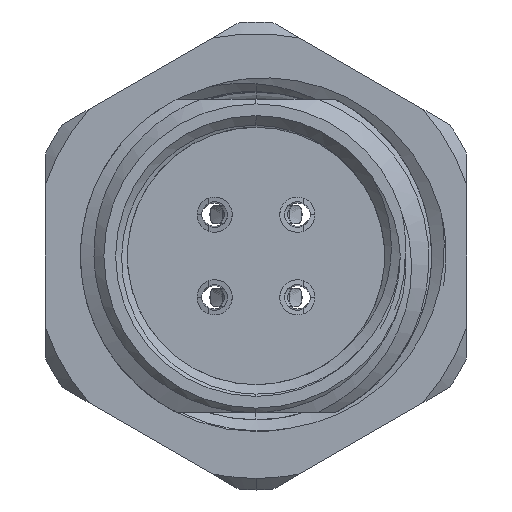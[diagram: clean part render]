
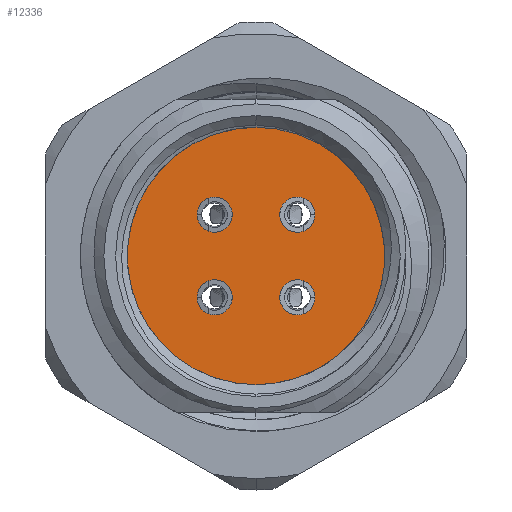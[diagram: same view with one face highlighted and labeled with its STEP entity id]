
A CAD part, left-side view. The second image highlights one B-rep face of the part: STEP entity #12336.
In plain terms, the highlighted face is planar.
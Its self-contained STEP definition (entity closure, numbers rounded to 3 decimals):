
#177 = DIRECTION ( 'NONE',  ( 1., 0., 0. ) ) ;
#213 = PLANE ( 'NONE',  #11476 ) ;
#422 = CARTESIAN_POINT ( 'NONE',  ( 9.2, 0., -6. ) ) ;
#554 = EDGE_LOOP ( 'NONE', ( #11668, #3557 ) ) ;
#768 = EDGE_CURVE ( 'NONE', #3267, #13975, #13144, .T. ) ;
#807 = CARTESIAN_POINT ( 'NONE',  ( 9.2, 1.768, 1.018 ) ) ;
#832 = ORIENTED_EDGE ( 'NONE', *, *, #1651, .F. ) ;
#856 = DIRECTION ( 'NONE',  ( 0., 0., -1. ) ) ;
#981 = VERTEX_POINT ( 'NONE', #3332 ) ;
#1327 = FACE_BOUND ( 'NONE', #8211, .T. ) ;
#1490 = AXIS2_PLACEMENT_3D ( 'NONE', #6873, #10135, #6770 ) ;
#1651 = EDGE_CURVE ( 'NONE', #11290, #12172, #7322, .T. ) ;
#1670 = FACE_BOUND ( 'NONE', #2707, .T. ) ;
#1893 = AXIS2_PLACEMENT_3D ( 'NONE', #9919, #7766, #4463 ) ;
#1907 = DIRECTION ( 'NONE',  ( 0., 0., -1. ) ) ;
#2038 = DIRECTION ( 'NONE',  ( 0., 0., -1. ) ) ;
#2569 = AXIS2_PLACEMENT_3D ( 'NONE', #6536, #10727, #2038 ) ;
#2690 = EDGE_CURVE ( 'NONE', #12172, #11290, #13474, .T. ) ;
#2707 = EDGE_LOOP ( 'NONE', ( #832, #4170 ) ) ;
#2757 = CARTESIAN_POINT ( 'NONE',  ( 9.2, -1.768, 1.768 ) ) ;
#2942 = DIRECTION ( 'NONE',  ( 0., 0., -1. ) ) ;
#2957 = CARTESIAN_POINT ( 'NONE',  ( 9.2, 1.768, 1.768 ) ) ;
#3267 = VERTEX_POINT ( 'NONE', #8419 ) ;
#3332 = CARTESIAN_POINT ( 'NONE',  ( 9.2, 0., 6. ) ) ;
#3420 = CIRCLE ( 'NONE', #1893, 0.75 ) ;
#3557 = ORIENTED_EDGE ( 'NONE', *, *, #14325, .F. ) ;
#3880 = ORIENTED_EDGE ( 'NONE', *, *, #5405, .T. ) ;
#3964 = AXIS2_PLACEMENT_3D ( 'NONE', #6828, #4697, #12473 ) ;
#4034 = EDGE_LOOP ( 'NONE', ( #8384, #4620 ) ) ;
#4170 = ORIENTED_EDGE ( 'NONE', *, *, #2690, .F. ) ;
#4278 = FACE_BOUND ( 'NONE', #554, .T. ) ;
#4279 = CIRCLE ( 'NONE', #3964, 0.75 ) ;
#4463 = DIRECTION ( 'NONE',  ( 0., 0., -1. ) ) ;
#4620 = ORIENTED_EDGE ( 'NONE', *, *, #11648, .F. ) ;
#4697 = DIRECTION ( 'NONE',  ( 1., 0., 0. ) ) ;
#5010 = ORIENTED_EDGE ( 'NONE', *, *, #9631, .F. ) ;
#5047 = CARTESIAN_POINT ( 'NONE',  ( 9.2, 1.768, -2.518 ) ) ;
#5179 = DIRECTION ( 'NONE',  ( 1., 0., 0. ) ) ;
#5267 = DIRECTION ( 'NONE',  ( 1., 0., 0. ) ) ;
#5405 = EDGE_CURVE ( 'NONE', #8581, #981, #10444, .T. ) ;
#5577 = AXIS2_PLACEMENT_3D ( 'NONE', #13953, #8499, #2942 ) ;
#5812 = EDGE_LOOP ( 'NONE', ( #3880, #9643 ) ) ;
#5881 = EDGE_CURVE ( 'NONE', #981, #8581, #11108, .T. ) ;
#6048 = DIRECTION ( 'NONE',  ( 1., 0., 0. ) ) ;
#6296 = AXIS2_PLACEMENT_3D ( 'NONE', #9641, #5267, #9771 ) ;
#6333 = CARTESIAN_POINT ( 'NONE',  ( 9.2, 1.768, -1.768 ) ) ;
#6536 = CARTESIAN_POINT ( 'NONE',  ( 9.2, -1.768, -1.768 ) ) ;
#6770 = DIRECTION ( 'NONE',  ( 0., 0., -1. ) ) ;
#6828 = CARTESIAN_POINT ( 'NONE',  ( 9.2, -1.768, -1.768 ) ) ;
#6873 = CARTESIAN_POINT ( 'NONE',  ( 9.2, 1.768, -1.768 ) ) ;
#6903 = DIRECTION ( 'NONE',  ( 0., 0., -1. ) ) ;
#6924 = VERTEX_POINT ( 'NONE', #11168 ) ;
#7009 = ORIENTED_EDGE ( 'NONE', *, *, #7342, .F. ) ;
#7192 = DIRECTION ( 'NONE',  ( 0., 0., -1. ) ) ;
#7322 = CIRCLE ( 'NONE', #6296, 0.75 ) ;
#7342 = EDGE_CURVE ( 'NONE', #10239, #7784, #11619, .T. ) ;
#7579 = AXIS2_PLACEMENT_3D ( 'NONE', #13491, #177, #6903 ) ;
#7711 = CIRCLE ( 'NONE', #8998, 0.75 ) ;
#7766 = DIRECTION ( 'NONE',  ( 1., 0., 0. ) ) ;
#7784 = VERTEX_POINT ( 'NONE', #13121 ) ;
#7942 = FACE_OUTER_BOUND ( 'NONE', #5812, .T. ) ;
#8211 = EDGE_LOOP ( 'NONE', ( #7009, #5010 ) ) ;
#8384 = ORIENTED_EDGE ( 'NONE', *, *, #8687, .F. ) ;
#8419 = CARTESIAN_POINT ( 'NONE',  ( 9.2, -1.768, -2.518 ) ) ;
#8499 = DIRECTION ( 'NONE',  ( 1., 0., 0. ) ) ;
#8581 = VERTEX_POINT ( 'NONE', #422 ) ;
#8687 = EDGE_CURVE ( 'NONE', #10326, #6924, #10259, .T. ) ;
#8783 = CARTESIAN_POINT ( 'NONE',  ( 9.2, -1.768, 2.518 ) ) ;
#8998 = AXIS2_PLACEMENT_3D ( 'NONE', #6333, #14067, #856 ) ;
#9631 = EDGE_CURVE ( 'NONE', #7784, #10239, #7711, .T. ) ;
#9641 = CARTESIAN_POINT ( 'NONE',  ( 9.2, -1.768, 1.768 ) ) ;
#9643 = ORIENTED_EDGE ( 'NONE', *, *, #5881, .T. ) ;
#9771 = DIRECTION ( 'NONE',  ( 0., 0., -1. ) ) ;
#9919 = CARTESIAN_POINT ( 'NONE',  ( 9.2, 1.768, 1.768 ) ) ;
#10135 = DIRECTION ( 'NONE',  ( 1., 0., 0. ) ) ;
#10239 = VERTEX_POINT ( 'NONE', #5047 ) ;
#10259 = CIRCLE ( 'NONE', #13169, 0.75 ) ;
#10326 = VERTEX_POINT ( 'NONE', #807 ) ;
#10444 = CIRCLE ( 'NONE', #5577, 6. ) ;
#10727 = DIRECTION ( 'NONE',  ( 1., 0., 0. ) ) ;
#10981 = CARTESIAN_POINT ( 'NONE',  ( 9.2, -1.768, 1.018 ) ) ;
#11108 = CIRCLE ( 'NONE', #7579, 6. ) ;
#11168 = CARTESIAN_POINT ( 'NONE',  ( 9.2, 1.768, 2.518 ) ) ;
#11290 = VERTEX_POINT ( 'NONE', #10981 ) ;
#11331 = CARTESIAN_POINT ( 'NONE',  ( 9.2, 4.5, 0. ) ) ;
#11476 = AXIS2_PLACEMENT_3D ( 'NONE', #11331, #12298, #12249 ) ;
#11619 = CIRCLE ( 'NONE', #1490, 0.75 ) ;
#11648 = EDGE_CURVE ( 'NONE', #6924, #10326, #3420, .T. ) ;
#11668 = ORIENTED_EDGE ( 'NONE', *, *, #768, .F. ) ;
#12172 = VERTEX_POINT ( 'NONE', #8783 ) ;
#12249 = DIRECTION ( 'NONE',  ( 0., 0., 1. ) ) ;
#12298 = DIRECTION ( 'NONE',  ( -1., 0., 0. ) ) ;
#12336 = ADVANCED_FACE ( 'NONE', ( #1670, #4278, #1327, #12742, #7942 ), #213, .F. ) ;
#12473 = DIRECTION ( 'NONE',  ( 0., 0., -1. ) ) ;
#12742 = FACE_BOUND ( 'NONE', #4034, .T. ) ;
#13121 = CARTESIAN_POINT ( 'NONE',  ( 9.2, 1.768, -1.018 ) ) ;
#13144 = CIRCLE ( 'NONE', #2569, 0.75 ) ;
#13169 = AXIS2_PLACEMENT_3D ( 'NONE', #2957, #5179, #1907 ) ;
#13474 = CIRCLE ( 'NONE', #14126, 0.75 ) ;
#13491 = CARTESIAN_POINT ( 'NONE',  ( 9.2, 0., 0. ) ) ;
#13521 = CARTESIAN_POINT ( 'NONE',  ( 9.2, -1.768, -1.018 ) ) ;
#13953 = CARTESIAN_POINT ( 'NONE',  ( 9.2, 0., 0. ) ) ;
#13975 = VERTEX_POINT ( 'NONE', #13521 ) ;
#14067 = DIRECTION ( 'NONE',  ( 1., 0., 0. ) ) ;
#14126 = AXIS2_PLACEMENT_3D ( 'NONE', #2757, #6048, #7192 ) ;
#14325 = EDGE_CURVE ( 'NONE', #13975, #3267, #4279, .T. ) ;
